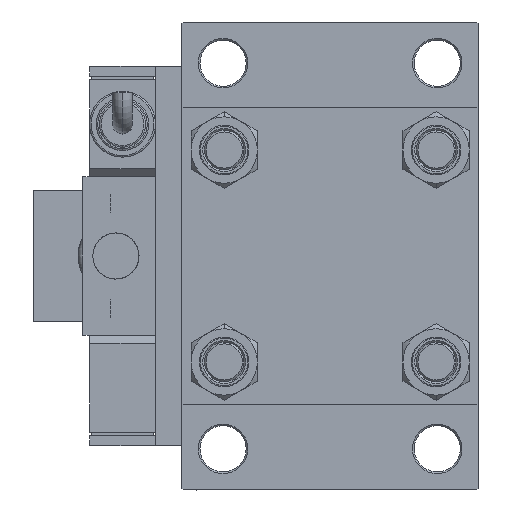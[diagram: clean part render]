
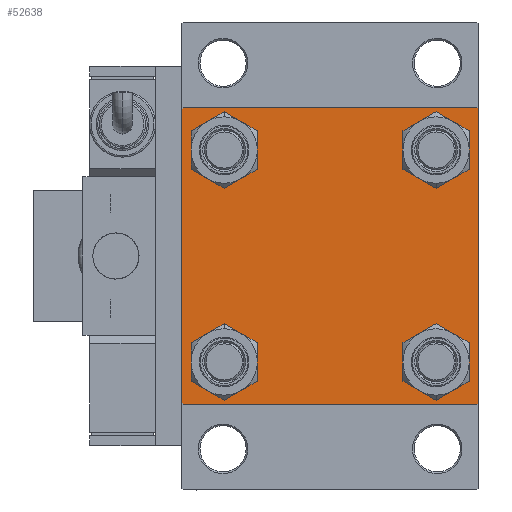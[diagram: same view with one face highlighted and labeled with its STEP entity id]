
A CAD part, left-side view. The second image highlights one B-rep face of the part: STEP entity #52638.
In plain terms, the highlighted planar face has unit normal (-1, 0, 0).
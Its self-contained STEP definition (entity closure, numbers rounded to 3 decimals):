
#743 = CARTESIAN_POINT ( 'NONE',  ( 0., 45., 45. ) ) ;
#979 = ORIENTED_EDGE ( 'NONE', *, *, #49006, .F. ) ;
#1370 = EDGE_CURVE ( 'NONE', #26758, #46000, #42056, .T. ) ;
#1518 = ORIENTED_EDGE ( 'NONE', *, *, #10603, .T. ) ;
#2432 = VECTOR ( 'NONE', #46687, 1000. ) ;
#2463 = DIRECTION ( 'NONE',  ( 0., -1., 0. ) ) ;
#2976 = CARTESIAN_POINT ( 'NONE',  ( 0., -32.15, -32.15 ) ) ;
#3076 = EDGE_CURVE ( 'NONE', #52032, #11794, #39439, .T. ) ;
#3365 = DIRECTION ( 'NONE',  ( 0., 0., -1. ) ) ;
#4743 = FACE_BOUND ( 'NONE', #31171, .T. ) ;
#4929 = DIRECTION ( 'NONE',  ( 1., 0., 0. ) ) ;
#5606 = ORIENTED_EDGE ( 'NONE', *, *, #19021, .T. ) ;
#5699 = CIRCLE ( 'NONE', #36606, 6.5 ) ;
#5769 = EDGE_CURVE ( 'NONE', #49908, #14204, #32354, .T. ) ;
#5953 = CARTESIAN_POINT ( 'NONE',  ( 0., 45., -44.5 ) ) ;
#6489 = CIRCLE ( 'NONE', #18825, 6.5 ) ;
#6667 = DIRECTION ( 'NONE',  ( 1., 0., 0. ) ) ;
#6952 = CARTESIAN_POINT ( 'NONE',  ( 0., -32.15, -32.15 ) ) ;
#7694 = AXIS2_PLACEMENT_3D ( 'NONE', #17672, #19031, #48061 ) ;
#7858 = DIRECTION ( 'NONE',  ( 1., 0., 0. ) ) ;
#8706 = CIRCLE ( 'NONE', #38746, 6.5 ) ;
#9132 = CARTESIAN_POINT ( 'NONE',  ( 0., 44.75, 44.75 ) ) ;
#9571 = CARTESIAN_POINT ( 'NONE',  ( 0., 45., 45. ) ) ;
#9831 = DIRECTION ( 'NONE',  ( 0., 0., -1. ) ) ;
#9930 = LINE ( 'NONE', #9132, #21224 ) ;
#10153 = EDGE_LOOP ( 'NONE', ( #1518, #12953 ) ) ;
#10176 = EDGE_CURVE ( 'NONE', #46000, #26758, #8706, .T. ) ;
#10603 = EDGE_CURVE ( 'NONE', #25837, #21289, #37021, .T. ) ;
#11004 = CARTESIAN_POINT ( 'NONE',  ( 0., 45., -45. ) ) ;
#11366 = DIRECTION ( 'NONE',  ( 0., 0., 1. ) ) ;
#11794 = VERTEX_POINT ( 'NONE', #27196 ) ;
#12110 = CARTESIAN_POINT ( 'NONE',  ( 0., -45., -44.5 ) ) ;
#12396 = ORIENTED_EDGE ( 'NONE', *, *, #3076, .T. ) ;
#12550 = CARTESIAN_POINT ( 'NONE',  ( 0., 44.5, 45. ) ) ;
#12596 = VECTOR ( 'NONE', #48063, 1000. ) ;
#12693 = DIRECTION ( 'NONE',  ( 1., 0., 0. ) ) ;
#12953 = ORIENTED_EDGE ( 'NONE', *, *, #32900, .T. ) ;
#13295 = EDGE_CURVE ( 'NONE', #28377, #34378, #9930, .T. ) ;
#13503 = CARTESIAN_POINT ( 'NONE',  ( 0., 32.15, -32.15 ) ) ;
#14204 = VERTEX_POINT ( 'NONE', #12110 ) ;
#14377 = CARTESIAN_POINT ( 'NONE',  ( 0., -32.15, 38.65 ) ) ;
#15673 = CARTESIAN_POINT ( 'NONE',  ( 0., 44.5, -45. ) ) ;
#16480 = CARTESIAN_POINT ( 'NONE',  ( 0., 32.15, -38.65 ) ) ;
#17363 = AXIS2_PLACEMENT_3D ( 'NONE', #43862, #4929, #31418 ) ;
#17568 = DIRECTION ( 'NONE',  ( 0., -1., 0. ) ) ;
#17672 = CARTESIAN_POINT ( 'NONE',  ( 0., 32.15, -32.15 ) ) ;
#18143 = ORIENTED_EDGE ( 'NONE', *, *, #40209, .T. ) ;
#18825 = AXIS2_PLACEMENT_3D ( 'NONE', #6952, #6667, #11366 ) ;
#19021 = EDGE_CURVE ( 'NONE', #39926, #14204, #26783, .T. ) ;
#19031 = DIRECTION ( 'NONE',  ( 1., 0., 0. ) ) ;
#19793 = VECTOR ( 'NONE', #17568, 1000. ) ;
#20644 = CARTESIAN_POINT ( 'NONE',  ( 0., -44.5, 45. ) ) ;
#20856 = CARTESIAN_POINT ( 'NONE',  ( 0., 45., 44.5 ) ) ;
#21066 = DIRECTION ( 'NONE',  ( -1., 0., 0. ) ) ;
#21097 = AXIS2_PLACEMENT_3D ( 'NONE', #29332, #29875, #38458 ) ;
#21224 = VECTOR ( 'NONE', #25992, 1000. ) ;
#21289 = VERTEX_POINT ( 'NONE', #31602 ) ;
#21335 = FACE_BOUND ( 'NONE', #33272, .T. ) ;
#21406 = CARTESIAN_POINT ( 'NONE',  ( 0., 32.15, 38.65 ) ) ;
#21597 = PLANE ( 'NONE',  #53436 ) ;
#22405 = EDGE_CURVE ( 'NONE', #44685, #50509, #6489, .T. ) ;
#22606 = EDGE_CURVE ( 'NONE', #49908, #23944, #25451, .T. ) ;
#22867 = CARTESIAN_POINT ( 'NONE',  ( 0., -45., 44.5 ) ) ;
#23009 = CARTESIAN_POINT ( 'NONE',  ( 0., 32.15, 32.15 ) ) ;
#23808 = VERTEX_POINT ( 'NONE', #15673 ) ;
#23905 = CARTESIAN_POINT ( 'NONE',  ( 0., 32.15, 32.15 ) ) ;
#23944 = VERTEX_POINT ( 'NONE', #20644 ) ;
#24463 = VECTOR ( 'NONE', #3365, 1000. ) ;
#24732 = DIRECTION ( 'NONE',  ( 0., 0., 1. ) ) ;
#25451 = LINE ( 'NONE', #29039, #31172 ) ;
#25837 = VERTEX_POINT ( 'NONE', #14377 ) ;
#25938 = CARTESIAN_POINT ( 'NONE',  ( 0., 44.75, -44.75 ) ) ;
#25974 = EDGE_CURVE ( 'NONE', #11794, #52032, #5699, .T. ) ;
#25992 = DIRECTION ( 'NONE',  ( 0., 0.707, -0.707 ) ) ;
#26321 = AXIS2_PLACEMENT_3D ( 'NONE', #2976, #52987, #40014 ) ;
#26485 = CARTESIAN_POINT ( 'NONE',  ( 0., -32.15, -25.65 ) ) ;
#26758 = VERTEX_POINT ( 'NONE', #39199 ) ;
#26783 = LINE ( 'NONE', #43639, #12596 ) ;
#26979 = VECTOR ( 'NONE', #2463, 1000. ) ;
#27196 = CARTESIAN_POINT ( 'NONE',  ( 0., 32.15, -25.65 ) ) ;
#28316 = EDGE_LOOP ( 'NONE', ( #36987, #50144 ) ) ;
#28377 = VERTEX_POINT ( 'NONE', #12550 ) ;
#29039 = CARTESIAN_POINT ( 'NONE',  ( 0., -44.75, 44.75 ) ) ;
#29332 = CARTESIAN_POINT ( 'NONE',  ( 0., -32.15, 32.15 ) ) ;
#29605 = FACE_BOUND ( 'NONE', #10153, .T. ) ;
#29875 = DIRECTION ( 'NONE',  ( 1., 0., 0. ) ) ;
#30021 = VECTOR ( 'NONE', #9831, 1000. ) ;
#30412 = FACE_OUTER_BOUND ( 'NONE', #31148, .T. ) ;
#30592 = ORIENTED_EDGE ( 'NONE', *, *, #22606, .T. ) ;
#30691 = ORIENTED_EDGE ( 'NONE', *, *, #13295, .T. ) ;
#30904 = CARTESIAN_POINT ( 'NONE',  ( 0., -44.5, -45. ) ) ;
#31148 = EDGE_LOOP ( 'NONE', ( #18143, #51287, #53087, #5606, #41638, #30592, #979, #30691 ) ) ;
#31171 = EDGE_LOOP ( 'NONE', ( #47738, #12396 ) ) ;
#31172 = VECTOR ( 'NONE', #46985, 1000. ) ;
#31418 = DIRECTION ( 'NONE',  ( 0., 0., 1. ) ) ;
#31509 = EDGE_CURVE ( 'NONE', #23808, #39926, #35349, .T. ) ;
#31602 = CARTESIAN_POINT ( 'NONE',  ( 0., -32.15, 25.65 ) ) ;
#32354 = LINE ( 'NONE', #33460, #24463 ) ;
#32488 = ORIENTED_EDGE ( 'NONE', *, *, #10176, .T. ) ;
#32900 = EDGE_CURVE ( 'NONE', #21289, #25837, #35916, .T. ) ;
#33272 = EDGE_LOOP ( 'NONE', ( #32488, #49608 ) ) ;
#33460 = CARTESIAN_POINT ( 'NONE',  ( 0., -45., 45. ) ) ;
#33737 = EDGE_CURVE ( 'NONE', #52236, #23808, #38125, .T. ) ;
#34378 = VERTEX_POINT ( 'NONE', #20856 ) ;
#34977 = AXIS2_PLACEMENT_3D ( 'NONE', #23009, #39313, #42451 ) ;
#35349 = LINE ( 'NONE', #11004, #26979 ) ;
#35916 = CIRCLE ( 'NONE', #17363, 6.5 ) ;
#36588 = EDGE_CURVE ( 'NONE', #50509, #44685, #43101, .T. ) ;
#36606 = AXIS2_PLACEMENT_3D ( 'NONE', #13503, #12693, #47235 ) ;
#36987 = ORIENTED_EDGE ( 'NONE', *, *, #22405, .T. ) ;
#37021 = CIRCLE ( 'NONE', #21097, 6.5 ) ;
#38125 = LINE ( 'NONE', #25938, #2432 ) ;
#38196 = CARTESIAN_POINT ( 'NONE',  ( 0., 0., 0. ) ) ;
#38458 = DIRECTION ( 'NONE',  ( 0., 0., 1. ) ) ;
#38462 = FACE_BOUND ( 'NONE', #28316, .T. ) ;
#38746 = AXIS2_PLACEMENT_3D ( 'NONE', #23905, #7858, #24732 ) ;
#39199 = CARTESIAN_POINT ( 'NONE',  ( 0., 32.15, 25.65 ) ) ;
#39313 = DIRECTION ( 'NONE',  ( 1., 0., 0. ) ) ;
#39439 = CIRCLE ( 'NONE', #7694, 6.5 ) ;
#39926 = VERTEX_POINT ( 'NONE', #30904 ) ;
#40014 = DIRECTION ( 'NONE',  ( 0., 0., 1. ) ) ;
#40209 = EDGE_CURVE ( 'NONE', #34378, #52236, #47976, .T. ) ;
#41638 = ORIENTED_EDGE ( 'NONE', *, *, #5769, .F. ) ;
#42056 = CIRCLE ( 'NONE', #34977, 6.5 ) ;
#42451 = DIRECTION ( 'NONE',  ( 0., 0., 1. ) ) ;
#43101 = CIRCLE ( 'NONE', #26321, 6.5 ) ;
#43639 = CARTESIAN_POINT ( 'NONE',  ( 0., -44.75, -44.75 ) ) ;
#43862 = CARTESIAN_POINT ( 'NONE',  ( 0., -32.15, 32.15 ) ) ;
#44685 = VERTEX_POINT ( 'NONE', #26485 ) ;
#46000 = VERTEX_POINT ( 'NONE', #21406 ) ;
#46687 = DIRECTION ( 'NONE',  ( 0., -0.707, -0.707 ) ) ;
#46985 = DIRECTION ( 'NONE',  ( 0., 0.707, 0.707 ) ) ;
#47235 = DIRECTION ( 'NONE',  ( 0., 0., 1. ) ) ;
#47738 = ORIENTED_EDGE ( 'NONE', *, *, #25974, .T. ) ;
#47806 = CARTESIAN_POINT ( 'NONE',  ( 0., -32.15, -38.65 ) ) ;
#47976 = LINE ( 'NONE', #9571, #30021 ) ;
#48061 = DIRECTION ( 'NONE',  ( 0., 0., 1. ) ) ;
#48063 = DIRECTION ( 'NONE',  ( 0., -0.707, 0.707 ) ) ;
#49006 = EDGE_CURVE ( 'NONE', #28377, #23944, #51029, .T. ) ;
#49608 = ORIENTED_EDGE ( 'NONE', *, *, #1370, .T. ) ;
#49908 = VERTEX_POINT ( 'NONE', #22867 ) ;
#50144 = ORIENTED_EDGE ( 'NONE', *, *, #36588, .T. ) ;
#50509 = VERTEX_POINT ( 'NONE', #47806 ) ;
#51029 = LINE ( 'NONE', #743, #19793 ) ;
#51172 = DIRECTION ( 'NONE',  ( 0., 0., 1. ) ) ;
#51287 = ORIENTED_EDGE ( 'NONE', *, *, #33737, .T. ) ;
#52032 = VERTEX_POINT ( 'NONE', #16480 ) ;
#52236 = VERTEX_POINT ( 'NONE', #5953 ) ;
#52638 = ADVANCED_FACE ( 'NONE', ( #29605, #38462, #4743, #21335, #30412 ), #21597, .T. ) ;
#52987 = DIRECTION ( 'NONE',  ( 1., 0., 0. ) ) ;
#53087 = ORIENTED_EDGE ( 'NONE', *, *, #31509, .T. ) ;
#53436 = AXIS2_PLACEMENT_3D ( 'NONE', #38196, #21066, #51172 ) ;
